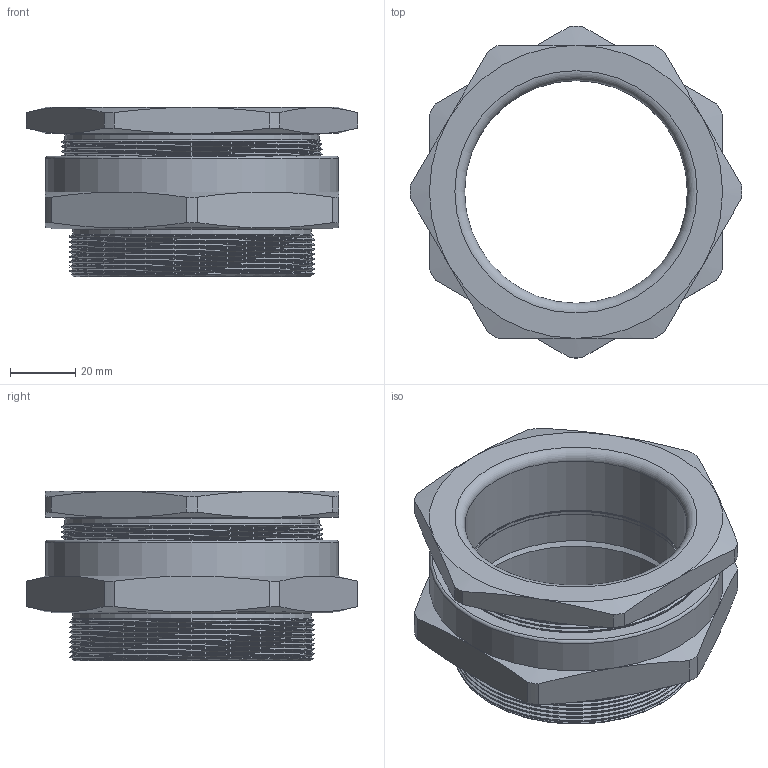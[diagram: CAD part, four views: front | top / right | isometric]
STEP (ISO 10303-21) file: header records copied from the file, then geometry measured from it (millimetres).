
FILE_DESCRIPTION(('HOOPS Exchange Step'),'2;1');
FILE_NAME('m75-m1-15mm-e204-622-conversion.step','2025-03-21T12:12:04+00:00',('root'),('Unknown organisation'),'HOOPS Exchange 2024.3','HOOPS Exchange','Unknown authorisation');
FILE_SCHEMA( ('AP242_MANAGED_MODEL_BASED_3D_ENGINEERING_MIM_LF {1 0 10303 442 1 1 4 }') );
Length unit declared in the file: millimetre
Products named in the file (2): Default; m75-m1-15mm-e204-622-step
Assembly tree (1 placements, depth 2):
  m75-m1-15mm-e204-622-step
    Default
Bounding box: 101.92 x 101.92 x 52 mm (x, y, z)
Volume: 108585.9 mm3; surface area: 58337.5 mm2
Topology: 5 solids, 5 shells, 460 faces, 1214 edges, 801 vertices
Faces by surface type: plane 170, extrusion 167, cylinder 76, cone 34, torus 7, bspline 6
Full cylindrical faces by diameter (mm): 68.4 x3, 68.6 x1, 73.3 x1, 73.5 x8, 75 x7, 78 x1, 78.3 x2, 78.5 x15, 80 x14, 82.602 x1, 90 x1
Entity records: 37211 total; most frequent: CARTESIAN_POINT 26476, ORIENTED_EDGE 2428, DIRECTION 1642, EDGE_CURVE 1214, VERTEX_POINT 801, VECTOR 764, LINE 597, B_SPLINE_CURVE_WITH_KNOTS 560
